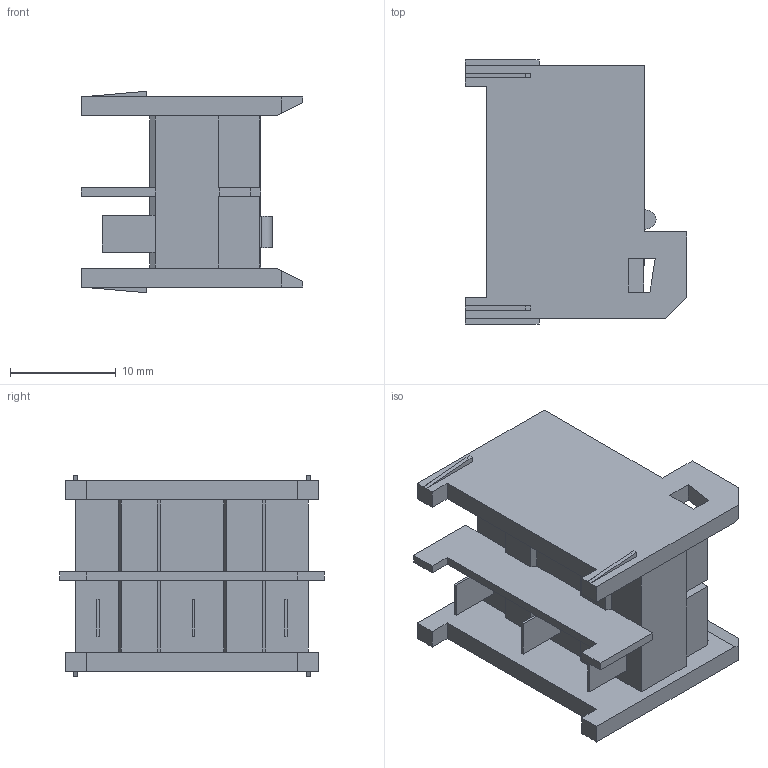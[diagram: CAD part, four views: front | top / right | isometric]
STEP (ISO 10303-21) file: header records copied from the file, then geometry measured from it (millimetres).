
FILE_DESCRIPTION (( 'STEP AP203' ), '1' );
FILE_NAME ('Àâàðèéíûé êîíòàêò ê ÂÀ-99 125-160À.STEP', '2016-10-24T10:18:31', ( 'kuryshev' ), ( '' ), 'SwSTEP 2.0', 'SolidWorks 2010', '' );
FILE_SCHEMA (( 'CONFIG_CONTROL_DESIGN' ));
Length unit declared in the file: millimetre
Products named in the file (1): Àâàðèéíûé êîíòàêò ê ÂÀ-99 125-160À
Bounding box: 21 x 25 x 19 mm (x, y, z)
Volume: 4634 mm3; surface area: 2931.4 mm2
Topology: 1 solids, 1 shells, 149 faces, 404 edges, 262 vertices
Faces by surface type: plane 147, cylinder 2
Entity records: 4651 total; most frequent: CARTESIAN_POINT 816, ORIENTED_EDGE 808, DIRECTION 708, EDGE_CURVE 404, LINE 400, VECTOR 400, VERTEX_POINT 262, EDGE_LOOP 158
